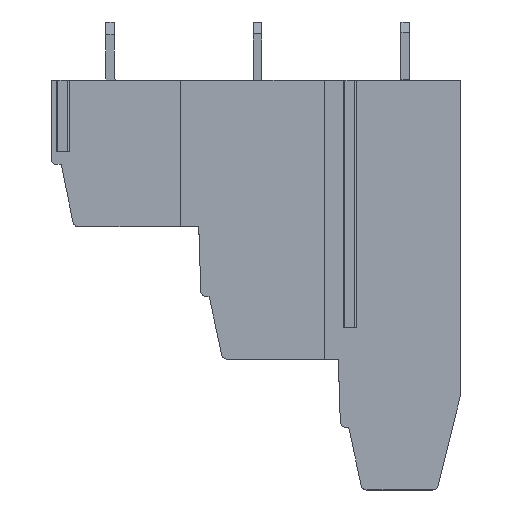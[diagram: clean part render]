
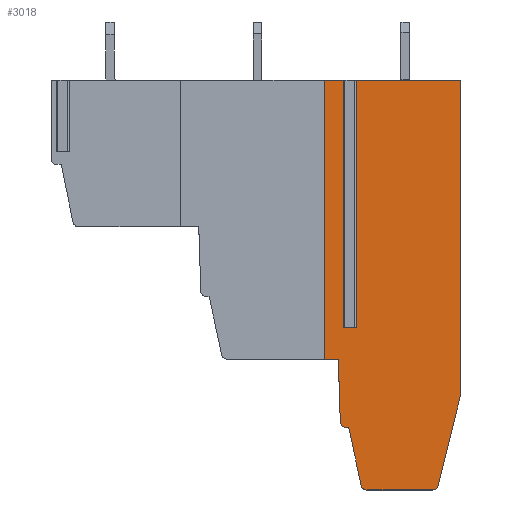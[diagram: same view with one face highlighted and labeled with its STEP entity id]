
A CAD part, left-side view. The second image highlights one B-rep face of the part: STEP entity #3018.
In plain terms, the highlighted planar face has unit normal (-1, 0, 0).
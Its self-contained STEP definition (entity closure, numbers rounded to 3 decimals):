
#242=DIRECTION('',(0.,0.,1.));
#243=VECTOR('',#242,19.2);
#244=CARTESIAN_POINT('',(2.54,9.4,-23.2));
#245=LINE('',#244,#243);
#246=DIRECTION('',(0.,-1.,0.));
#247=VECTOR('',#246,1.45);
#248=CARTESIAN_POINT('',(2.54,9.4,-4.));
#249=LINE('',#248,#247);
#250=DIRECTION('',(0.,-1.,0.));
#251=VECTOR('',#250,7.35);
#252=CARTESIAN_POINT('',(2.54,7.35,-4.));
#253=LINE('',#252,#251);
#254=DIRECTION('',(0.,0.24,-0.971));
#255=VECTOR('',#254,6.499);
#256=CARTESIAN_POINT('',(2.54,0.,
-25.588));
#257=LINE('',#256,#255);
#258=CARTESIAN_POINT('',(2.54,1.949,-31.8));
#259=DIRECTION('',(1.,0.,0.));
#260=DIRECTION('',(0.,-0.971,-0.24));
#261=AXIS2_PLACEMENT_3D('',#258,#259,#260);
#263=CARTESIAN_POINT('',(2.54,6.476,-31.8));
#264=DIRECTION('',(1.,0.,0.));
#265=DIRECTION('',(0.,0.,-1.));
#266=AXIS2_PLACEMENT_3D('',#263,#264,#265);
#268=DIRECTION('',(0.,0.209,0.978));
#269=VECTOR('',#268,4.074);
#270=CARTESIAN_POINT('',(2.54,6.868,-31.884));
#271=LINE('',#270,#269);
#272=CARTESIAN_POINT('',(2.54,7.902,-27.499));
#273=DIRECTION('',(1.,0.,0.));
#274=DIRECTION('',(0.,0.,-1.));
#275=AXIS2_PLACEMENT_3D('',#272,#273,#274);
#277=DIRECTION('',(0.,0.031,1.));
#278=VECTOR('',#277,4.314);
#279=CARTESIAN_POINT('',(2.54,8.302,-27.512));
#280=LINE('',#279,#278);
#281=DIRECTION('',(0.,0.,1.));
#282=VECTOR('',#281,17.);
#283=CARTESIAN_POINT('',(2.54,7.95,-21.));
#284=LINE('',#283,#282);
#289=DIRECTION('',(0.,1.,0.));
#290=VECTOR('',#289,0.6);
#291=CARTESIAN_POINT('',(2.54,7.35,-21.));
#292=LINE('',#291,#290);
#317=DIRECTION('',(0.,0.,-1.));
#318=VECTOR('',#317,17.);
#319=CARTESIAN_POINT('',(2.54,7.35,-4.));
#320=LINE('',#319,#318);
#349=DIRECTION('',(0.,0.,1.));
#350=VECTOR('',#349,21.588);
#351=CARTESIAN_POINT('',(2.54,0.,
-25.588));
#352=LINE('',#351,#350);
#369=DIRECTION('',(0.,-1.,0.));
#370=VECTOR('',#369,4.528);
#371=CARTESIAN_POINT('',(2.54,6.476,-32.2));
#372=LINE('',#371,#370);
#409=DIRECTION('',(0.,-1.,0.));
#410=VECTOR('',#409,0.184);
#411=CARTESIAN_POINT('',(2.54,7.902,-27.899));
#412=LINE('',#411,#410);
#445=DIRECTION('',(0.,-1.,0.));
#446=VECTOR('',#445,0.963);
#447=CARTESIAN_POINT('',(2.54,9.4,-23.2));
#448=LINE('',#447,#446);
#1975=CARTESIAN_POINT('',(2.54,0.,
-4.));
#1976=VERTEX_POINT('',#1975);
#1977=CARTESIAN_POINT('',(2.54,7.35,-4.));
#1978=VERTEX_POINT('',#1977);
#1991=CARTESIAN_POINT('',(2.54,7.95,-4.));
#1992=VERTEX_POINT('',#1991);
#1993=CARTESIAN_POINT('',(2.54,9.4,-4.));
#1994=VERTEX_POINT('',#1993);
#2153=CARTESIAN_POINT('',(2.54,9.4,-23.2));
#2154=VERTEX_POINT('',#2153);
#2155=CARTESIAN_POINT('',(2.54,7.95,-21.));
#2156=VERTEX_POINT('',#2155);
#2157=CARTESIAN_POINT('',(2.54,7.35,-21.));
#2158=VERTEX_POINT('',#2157);
#2159=CARTESIAN_POINT('',(2.54,0.,
-25.588));
#2160=CARTESIAN_POINT('',(2.54,1.561,-31.896));
#2161=VERTEX_POINT('',#2159);
#2162=VERTEX_POINT('',#2160);
#2163=CARTESIAN_POINT('',(2.54,1.949,-32.2));
#2164=VERTEX_POINT('',#2163);
#2165=CARTESIAN_POINT('',(2.54,6.476,-32.2));
#2166=CARTESIAN_POINT('',(2.54,6.868,-31.884));
#2167=VERTEX_POINT('',#2165);
#2168=VERTEX_POINT('',#2166);
#2169=CARTESIAN_POINT('',(2.54,7.719,-27.899));
#2170=VERTEX_POINT('',#2169);
#2171=CARTESIAN_POINT('',(2.54,7.902,-27.899));
#2172=VERTEX_POINT('',#2171);
#2173=CARTESIAN_POINT('',(2.54,8.302,-27.512));
#2174=VERTEX_POINT('',#2173);
#2175=CARTESIAN_POINT('',(2.54,8.437,-23.2));
#2176=VERTEX_POINT('',#2175);
#2982=CARTESIAN_POINT('',(2.54,4.7,-18.1));
#2983=DIRECTION('',(1.,0.,0.));
#2984=DIRECTION('',(0.,-1.,0.));
#2985=AXIS2_PLACEMENT_3D('',#2982,#2983,#2984);
#2986=PLANE('',#2985);
#2987=ORIENTED_EDGE('',*,*,#2973,.T.);
#2988=ORIENTED_EDGE('',*,*,#2660,.T.);
#2990=ORIENTED_EDGE('',*,*,#2989,.F.);
#2992=ORIENTED_EDGE('',*,*,#2991,.F.);
#2994=ORIENTED_EDGE('',*,*,#2993,.F.);
#2995=ORIENTED_EDGE('',*,*,#2644,.T.);
#2997=ORIENTED_EDGE('',*,*,#2996,.F.);
#2999=ORIENTED_EDGE('',*,*,#2998,.T.);
#3001=ORIENTED_EDGE('',*,*,#3000,.T.);
#3003=ORIENTED_EDGE('',*,*,#3002,.F.);
#3005=ORIENTED_EDGE('',*,*,#3004,.T.);
#3007=ORIENTED_EDGE('',*,*,#3006,.T.);
#3009=ORIENTED_EDGE('',*,*,#3008,.F.);
#3011=ORIENTED_EDGE('',*,*,#3010,.T.);
#3013=ORIENTED_EDGE('',*,*,#3012,.T.);
#3015=ORIENTED_EDGE('',*,*,#3014,.F.);
#3016=EDGE_LOOP('',(#2987,#2988,#2990,#2992,#2994,#2995,#2997,#2999,#3001,#3003,
#3005,#3007,#3009,#3011,#3013,#3015));
#3017=FACE_OUTER_BOUND('',#3016,.F.);
#3018=ADVANCED_FACE('',(#3017),#2986,.F.);
#262=CIRCLE('',#261,0.4);
#267=CIRCLE('',#266,0.4);
#276=CIRCLE('',#275,0.4);
#2644=EDGE_CURVE('',#1978,#1976,#253,.T.);
#2660=EDGE_CURVE('',#1994,#1992,#249,.T.);
#2973=EDGE_CURVE('',#2154,#1994,#245,.T.);
#2989=EDGE_CURVE('',#2156,#1992,#284,.T.);
#2991=EDGE_CURVE('',#2158,#2156,#292,.T.);
#2993=EDGE_CURVE('',#1978,#2158,#320,.T.);
#2996=EDGE_CURVE('',#2161,#1976,#352,.T.);
#2998=EDGE_CURVE('',#2161,#2162,#257,.T.);
#3000=EDGE_CURVE('',#2162,#2164,#262,.T.);
#3002=EDGE_CURVE('',#2167,#2164,#372,.T.);
#3004=EDGE_CURVE('',#2167,#2168,#267,.T.);
#3006=EDGE_CURVE('',#2168,#2170,#271,.T.);
#3008=EDGE_CURVE('',#2172,#2170,#412,.T.);
#3010=EDGE_CURVE('',#2172,#2174,#276,.T.);
#3012=EDGE_CURVE('',#2174,#2176,#280,.T.);
#3014=EDGE_CURVE('',#2154,#2176,#448,.T.);
